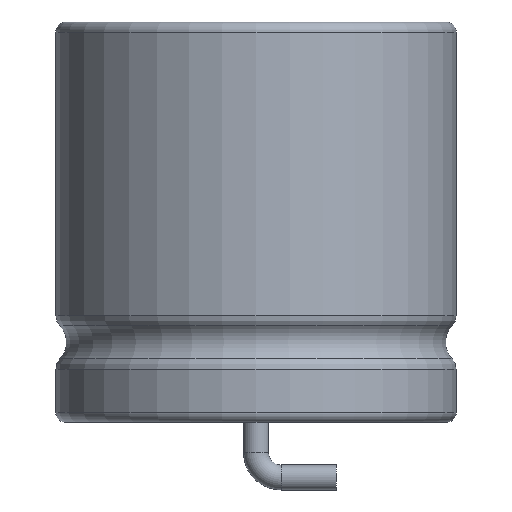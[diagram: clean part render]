
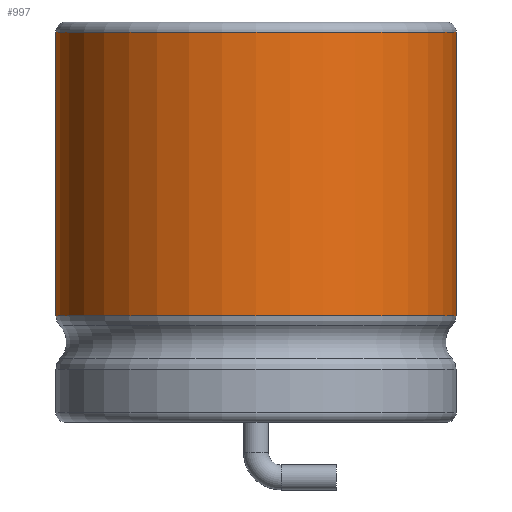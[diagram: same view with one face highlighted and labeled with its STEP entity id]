
A CAD part, left-side view. The second image highlights one B-rep face of the part: STEP entity #997.
In plain terms, the highlighted cylindrical face has radius 4 mm (diameter 8 mm), a partial arc.
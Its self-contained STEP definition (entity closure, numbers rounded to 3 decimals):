
#151=FACE_OUTER_BOUND('',#210,.T.);
#210=EDGE_LOOP('',(#798,#799,#800,#801));
#249=LINE('',#2117,#298);
#250=LINE('',#2120,#299);
#298=VECTOR('',#1355,1.);
#299=VECTOR('',#1358,1.);
#384=CIRCLE('',#1119,4.);
#391=CIRCLE('',#1128,4.);
#460=VERTEX_POINT('',#2018);
#461=VERTEX_POINT('',#2020);
#464=VERTEX_POINT('',#2116);
#465=VERTEX_POINT('',#2118);
#579=EDGE_CURVE('',#460,#461,#384,.T.);
#586=EDGE_CURVE('',#460,#464,#249,.T.);
#587=EDGE_CURVE('',#464,#465,#391,.T.);
#588=EDGE_CURVE('',#461,#465,#250,.T.);
#798=ORIENTED_EDGE('',*,*,#586,.T.);
#799=ORIENTED_EDGE('',*,*,#587,.T.);
#800=ORIENTED_EDGE('',*,*,#588,.F.);
#801=ORIENTED_EDGE('',*,*,#579,.F.);
#961=CYLINDRICAL_SURFACE('',#1127,4.);
#997=ADVANCED_FACE('',(#151),#961,.T.);
#1119=AXIS2_PLACEMENT_3D('',#2021,#1337,#1338);
#1127=AXIS2_PLACEMENT_3D('',#2115,#1353,#1354);
#1128=AXIS2_PLACEMENT_3D('',#2119,#1356,#1357);
#1337=DIRECTION('center_axis',(0.,0.,-1.));
#1338=DIRECTION('ref_axis',(0.924,0.383,0.));
#1353=DIRECTION('center_axis',(0.,0.,1.));
#1354=DIRECTION('ref_axis',(-1.,0.,0.));
#1355=DIRECTION('',(0.,0.,1.));
#1356=DIRECTION('center_axis',(0.,0.,-1.));
#1357=DIRECTION('ref_axis',(0.924,-0.383,0.));
#1358=DIRECTION('',(0.,0.,1.));
#2018=CARTESIAN_POINT('',(5.446,-1.531,2.135));
#2020=CARTESIAN_POINT('',(5.446,1.531,2.135));
#2021=CARTESIAN_POINT('Origin',(1.75,0.,2.135));
#2115=CARTESIAN_POINT('Origin',(1.75,0.,2.));
#2116=CARTESIAN_POINT('',(5.446,-1.531,7.8));
#2117=CARTESIAN_POINT('',(5.446,-1.531,2.));
#2118=CARTESIAN_POINT('',(5.446,1.531,7.8));
#2119=CARTESIAN_POINT('Origin',(1.75,0.,7.8));
#2120=CARTESIAN_POINT('',(5.446,1.531,2.));
